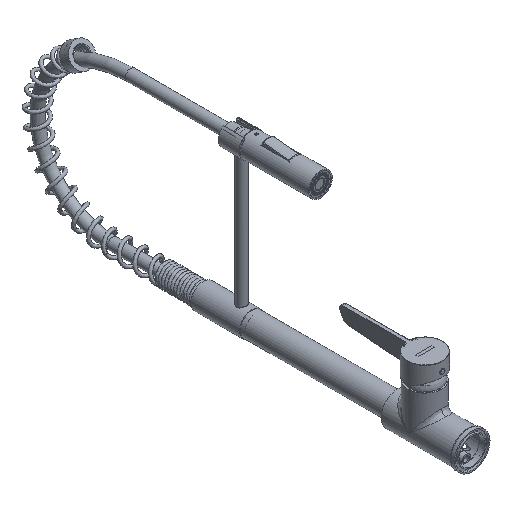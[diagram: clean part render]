
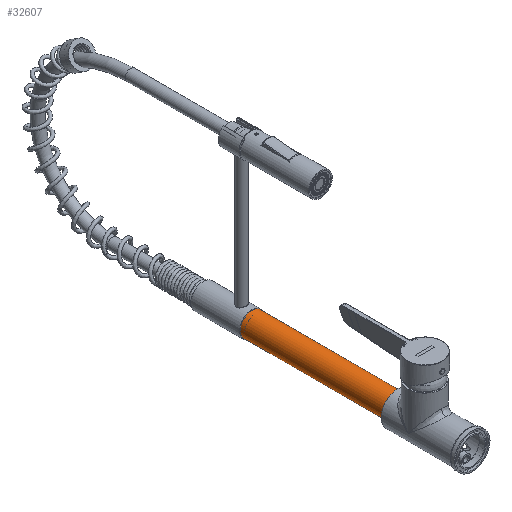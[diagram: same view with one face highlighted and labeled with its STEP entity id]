
A CAD part, isometric view. The second image highlights one B-rep face of the part: STEP entity #32607.
In plain terms, the highlighted cylindrical face has radius 15 mm (diameter 30 mm), a full revolution.
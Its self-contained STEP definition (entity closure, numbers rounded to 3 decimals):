
#3110 = VERTEX_POINT ( 'NONE', #26796 ) ;
#3433 = AXIS2_PLACEMENT_3D ( 'NONE', #30982, #17194, #25465 ) ;
#4523 = CARTESIAN_POINT ( 'NONE',  ( 0., 313.7, 0. ) ) ;
#4760 = AXIS2_PLACEMENT_3D ( 'NONE', #4523, #13025, #12680 ) ;
#6912 = CARTESIAN_POINT ( 'NONE',  ( 3.639, 90., 14.552 ) ) ;
#8430 = EDGE_CURVE ( 'NONE', #31425, #31425, #14244, .T. ) ;
#9639 = DIRECTION ( 'NONE',  ( 0., 1., 0. ) ) ;
#10992 = CYLINDRICAL_SURFACE ( 'NONE', #4760, 15. ) ;
#12680 = DIRECTION ( 'NONE',  ( 0.243, 0., 0.97 ) ) ;
#12757 = CARTESIAN_POINT ( 'NONE',  ( 0., 278., 0. ) ) ;
#13025 = DIRECTION ( 'NONE',  ( 0., 1., 0. ) ) ;
#14244 = CIRCLE ( 'NONE', #3433, 15. ) ;
#16541 = EDGE_LOOP ( 'NONE', ( #26661 ) ) ;
#17194 = DIRECTION ( 'NONE',  ( 0., 1., 0. ) ) ;
#18283 = CIRCLE ( 'NONE', #20109, 15. ) ;
#20109 = AXIS2_PLACEMENT_3D ( 'NONE', #12757, #9639, #29570 ) ;
#22168 = EDGE_LOOP ( 'NONE', ( #30276 ) ) ;
#23861 = FACE_OUTER_BOUND ( 'NONE', #22168, .T. ) ;
#25465 = DIRECTION ( 'NONE',  ( 0.243, 0., 0.97 ) ) ;
#26661 = ORIENTED_EDGE ( 'NONE', *, *, #8430, .T. ) ;
#26796 = CARTESIAN_POINT ( 'NONE',  ( -3.639, 278., -14.552 ) ) ;
#29570 = DIRECTION ( 'NONE',  ( -0.243, 0., -0.97 ) ) ;
#30276 = ORIENTED_EDGE ( 'NONE', *, *, #32514, .F. ) ;
#30982 = CARTESIAN_POINT ( 'NONE',  ( 0., 90., 0. ) ) ;
#31425 = VERTEX_POINT ( 'NONE', #6912 ) ;
#32514 = EDGE_CURVE ( 'NONE', #3110, #3110, #18283, .T. ) ;
#32607 = ADVANCED_FACE ( 'NONE', ( #33286, #23861 ), #10992, .T. ) ;
#33286 = FACE_OUTER_BOUND ( 'NONE', #16541, .T. ) ;
